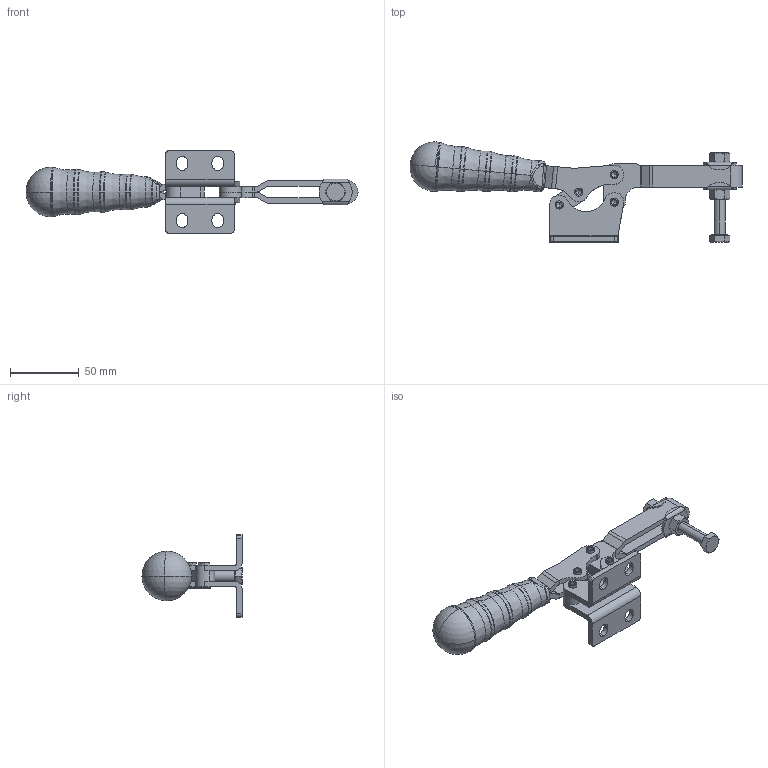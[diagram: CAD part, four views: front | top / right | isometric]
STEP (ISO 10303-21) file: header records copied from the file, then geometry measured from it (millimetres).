
FILE_DESCRIPTION((''),'2;1');
FILE_NAME('124.0.stp','2005-09-27T15:43:59',('Kysilko'),(''),'Autodesk Inventor 8','Autodesk Inventor 8','');
FILE_SCHEMA(('AUTOMOTIVE_DESIGN { 1 0 10303 214 1 1 1 1 }'));
Length unit declared in the file: millimetre
Products named in the file (1): Part20
Bounding box: 241.54 x 72.88 x 60 mm (x, y, z)
Volume: 114429 mm3; surface area: 44138.3 mm2
Topology: 1 solids, 3 shells, 1102 faces, 3597 edges, 2155 vertices
Faces by surface type: plane 385, cone 364, cylinder 187, bspline 144, sphere 14, torus 8
Entity records: 44333 total; most frequent: CARTESIAN_POINT 13773, ORIENTED_EDGE 7166, DIRECTION 6267, EDGE_CURVE 3583, AXIS2_PLACEMENT_3D 2403, VERTEX_POINT 2155, VECTOR 1461, LINE 1461
